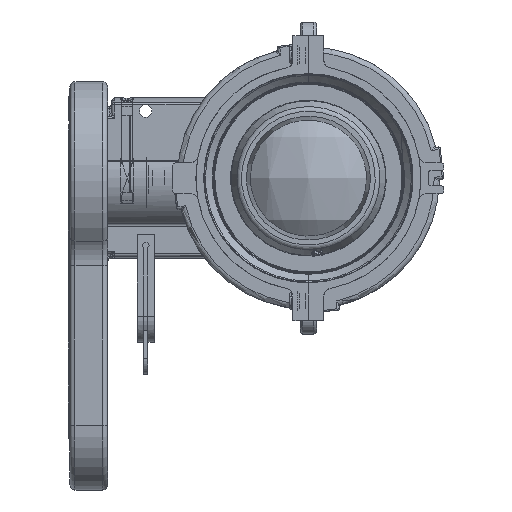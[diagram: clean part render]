
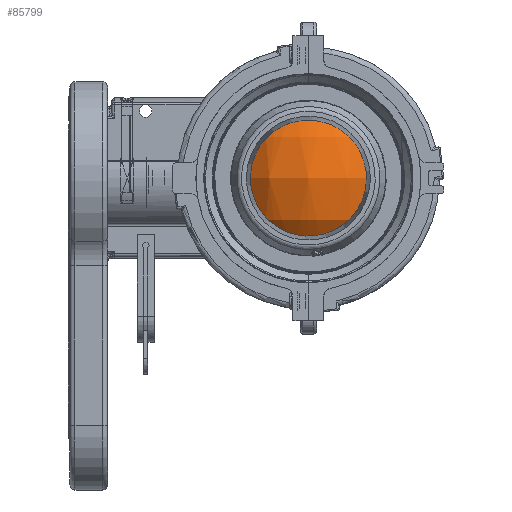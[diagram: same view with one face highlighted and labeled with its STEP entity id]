
A CAD part, left-side view. The second image highlights one B-rep face of the part: STEP entity #85799.
In plain terms, the highlighted free-form (B-spline) face has degree [2, 2] with [3, 9] control points.
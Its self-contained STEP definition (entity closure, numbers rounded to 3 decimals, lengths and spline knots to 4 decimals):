
#95=(
BOUNDED_SURFACE()
B_SPLINE_SURFACE(2,2,((#146885,#146886,#146887,#146888,#146889,#146890,
#146891,#146892,#146893),(#146894,#146895,#146896,#146897,#146898,#146899,
#146900,#146901,#146902),(#146903,#146904,#146905,#146906,#146907,#146908,
#146909,#146910,#146911)),.UNSPECIFIED.,.F.,.T.,.F.)
B_SPLINE_SURFACE_WITH_KNOTS((3,3),(3,2,2,2,3),(-3.9167,-2.3665),
(0.,1.5708,3.1416,4.7124,6.2832),
 .UNSPECIFIED.)
GEOMETRIC_REPRESENTATION_ITEM()
RATIONAL_B_SPLINE_SURFACE(((1.,0.707,1.,0.707,1.,
0.707,1.,0.707,1.),(0.714,0.505,
0.714,0.505,0.714,0.505,
0.714,0.505,0.714),(1.,0.707,
1.,0.707,1.,0.707,1.,0.707,1.)))
REPRESENTATION_ITEM('')
SURFACE()
);
#1557=ELLIPSE('',#91383,1.235,1.2326);
#3857=FACE_BOUND('',#16153,.T.);
#7563=CIRCLE('',#91380,0.8822);
#7566=CIRCLE('',#91384,0.8822);
#11294=FACE_OUTER_BOUND('',#16152,.T.);
#16152=EDGE_LOOP('',(#69402,#69403,#69404,#69405));
#16153=EDGE_LOOP('',(#69406,#69407,#69408,#69409));
#20283=B_SPLINE_CURVE_WITH_KNOTS('',3,(#146917,#146918,#146919,#146920,
#146921,#146922,#146923,#146924,#146925,#146926,#146927,#146928,#146929,
#146930,#146931,#146932,#146933,#146934),.UNSPECIFIED.,.F.,.F.,(4,2,2,2,
2,2,2,2,4),(0.0519,0.6203,1.0847,1.1236,
1.1626,1.2408,1.3978,1.7186,2.1159),
 .UNSPECIFIED.);
#20284=B_SPLINE_CURVE_WITH_KNOTS('',3,(#146936,#146937,#146938,#146939,
#146940,#146941,#146942,#146943),.UNSPECIFIED.,.F.,.F.,(4,2,2,4),(0.2078,
1.1653,2.2613,3.1496),.UNSPECIFIED.);
#20285=B_SPLINE_CURVE_WITH_KNOTS('',3,(#146945,#146946,#146947,#146948,
#146949,#146950,#146951,#146952,#146953,#146954,#146955,#146956,#146957,
#146958,#146959,#146960,#146961,#146962),.UNSPECIFIED.,.F.,.F.,(4,2,2,2,
2,2,2,2,4),(0.0519,0.6203,1.0847,1.1236,
1.1626,1.2408,1.3978,1.7186,2.1159),
 .UNSPECIFIED.);
#20286=B_SPLINE_CURVE_WITH_KNOTS('',3,(#146963,#146964,#146965,#146966,
#146967,#146968,#146969,#146970),.UNSPECIFIED.,.F.,.F.,(4,2,2,4),(0.2078,
1.1653,2.2613,3.1496),.UNSPECIFIED.);
#40461=VERTEX_POINT('',#146880);
#40463=VERTEX_POINT('',#146912);
#40464=VERTEX_POINT('',#146915);
#40465=VERTEX_POINT('',#146916);
#40466=VERTEX_POINT('',#146935);
#40467=VERTEX_POINT('',#146944);
#50880=EDGE_CURVE('',#40461,#40461,#7563,.T.);
#50883=EDGE_CURVE('',#40461,#40463,#1557,.T.);
#50884=EDGE_CURVE('',#40463,#40463,#7566,.T.);
#50885=EDGE_CURVE('',#40464,#40465,#20283,.T.);
#50886=EDGE_CURVE('',#40466,#40464,#20284,.T.);
#50887=EDGE_CURVE('',#40467,#40466,#20285,.T.);
#50888=EDGE_CURVE('',#40465,#40467,#20286,.T.);
#69402=ORIENTED_EDGE('',*,*,#50883,.T.);
#69403=ORIENTED_EDGE('',*,*,#50884,.T.);
#69404=ORIENTED_EDGE('',*,*,#50883,.F.);
#69405=ORIENTED_EDGE('',*,*,#50880,.F.);
#69406=ORIENTED_EDGE('',*,*,#50885,.F.);
#69407=ORIENTED_EDGE('',*,*,#50886,.F.);
#69408=ORIENTED_EDGE('',*,*,#50887,.F.);
#69409=ORIENTED_EDGE('',*,*,#50888,.F.);
#85799=ADVANCED_FACE('',(#11294,#3857),#95,.F.);
#91380=AXIS2_PLACEMENT_3D('',#146881,#103618,#103619);
#91383=AXIS2_PLACEMENT_3D('',#146913,#103624,#103625);
#91384=AXIS2_PLACEMENT_3D('',#146914,#103626,#103627);
#103618=DIRECTION('center_axis',(-1.,0.,0.));
#103619=DIRECTION('ref_axis',(0.,0.,1.));
#103624=DIRECTION('center_axis',(0.,-1.,0.));
#103625=DIRECTION('ref_axis',(0.,0.,1.));
#103626=DIRECTION('center_axis',(-1.,0.,0.));
#103627=DIRECTION('ref_axis',(0.,0.,1.));
#146880=CARTESIAN_POINT('',(-0.8626,0.,-0.8822));
#146881=CARTESIAN_POINT('Origin',(-0.8626,0.,0.));
#146885=CARTESIAN_POINT('Ctrl Pts',(0.8626,0.,-0.8822));
#146886=CARTESIAN_POINT('Ctrl Pts',(0.8626,-0.8822,
-0.8822));
#146887=CARTESIAN_POINT('Ctrl Pts',(0.8626,-0.8822,
0.));
#146888=CARTESIAN_POINT('Ctrl Pts',(0.8626,-0.8822,
0.8822));
#146889=CARTESIAN_POINT('Ctrl Pts',(0.8626,0.,0.8822));
#146890=CARTESIAN_POINT('Ctrl Pts',(0.8626,0.8822,
0.8822));
#146891=CARTESIAN_POINT('Ctrl Pts',(0.8626,0.8822,
0.));
#146892=CARTESIAN_POINT('Ctrl Pts',(0.8626,0.8822,
-0.8822));
#146893=CARTESIAN_POINT('Ctrl Pts',(0.8626,0.,-0.8822));
#146894=CARTESIAN_POINT('Ctrl Pts',(0.,0.,-1.7289));
#146895=CARTESIAN_POINT('Ctrl Pts',(0.,-1.7289,
-1.7289));
#146896=CARTESIAN_POINT('Ctrl Pts',(0.,-1.7289,
0.));
#146897=CARTESIAN_POINT('Ctrl Pts',(0.,-1.7289,
1.7289));
#146898=CARTESIAN_POINT('Ctrl Pts',(0.,0.,1.7289));
#146899=CARTESIAN_POINT('Ctrl Pts',(0.,1.7289,
1.7289));
#146900=CARTESIAN_POINT('Ctrl Pts',(0.,1.7289,
0.));
#146901=CARTESIAN_POINT('Ctrl Pts',(0.,1.7289,
-1.7289));
#146902=CARTESIAN_POINT('Ctrl Pts',(0.,0.,-1.7289));
#146903=CARTESIAN_POINT('Ctrl Pts',(-0.8626,0.,-0.8822));
#146904=CARTESIAN_POINT('Ctrl Pts',(-0.8626,-0.8822,
-0.8822));
#146905=CARTESIAN_POINT('Ctrl Pts',(-0.8626,-0.8822,
0.));
#146906=CARTESIAN_POINT('Ctrl Pts',(-0.8626,-0.8822,
0.8822));
#146907=CARTESIAN_POINT('Ctrl Pts',(-0.8626,0.,0.8822));
#146908=CARTESIAN_POINT('Ctrl Pts',(-0.8626,0.8822,
0.8822));
#146909=CARTESIAN_POINT('Ctrl Pts',(-0.8626,0.8822,
0.));
#146910=CARTESIAN_POINT('Ctrl Pts',(-0.8626,0.8822,
-0.8822));
#146911=CARTESIAN_POINT('Ctrl Pts',(-0.8626,0.,-0.8822));
#146912=CARTESIAN_POINT('',(0.8626,0.,-0.8822));
#146913=CARTESIAN_POINT('Origin',(0.,0.,0.));
#146914=CARTESIAN_POINT('Origin',(0.8626,0.,0.));
#146915=CARTESIAN_POINT('',(0.3813,1.0353,-0.5543));
#146916=CARTESIAN_POINT('',(-0.3813,1.0353,-0.5543));
#146917=CARTESIAN_POINT('Ctrl Pts',(0.3813,1.0353,
-0.5543));
#146918=CARTESIAN_POINT('Ctrl Pts',(0.3201,1.0353,
-0.5967));
#146919=CARTESIAN_POINT('Ctrl Pts',(0.2521,1.0353,
-0.6286));
#146920=CARTESIAN_POINT('Ctrl Pts',(0.1216,1.0353,
-0.665));
#146921=CARTESIAN_POINT('Ctrl Pts',(0.0609,1.0353,
-0.6733));
#146922=CARTESIAN_POINT('Ctrl Pts',(-0.0051,1.0353,
-0.6733));
#146923=CARTESIAN_POINT('Ctrl Pts',(-0.0102,1.0353,
-0.6733));
#146924=CARTESIAN_POINT('Ctrl Pts',(-0.0205,1.0353,
-0.6731));
#146925=CARTESIAN_POINT('Ctrl Pts',(-0.0256,1.0353,
-0.6729));
#146926=CARTESIAN_POINT('Ctrl Pts',(-0.0409,1.0353,
-0.6722));
#146927=CARTESIAN_POINT('Ctrl Pts',(-0.0512,1.0353,
-0.6715));
#146928=CARTESIAN_POINT('Ctrl Pts',(-0.0819,1.0353,
-0.6686));
#146929=CARTESIAN_POINT('Ctrl Pts',(-0.1023,1.0353,
-0.6658));
#146930=CARTESIAN_POINT('Ctrl Pts',(-0.164,1.0353,
-0.6543));
#146931=CARTESIAN_POINT('Ctrl Pts',(-0.2045,1.0353,
-0.6428));
#146932=CARTESIAN_POINT('Ctrl Pts',(-0.2923,1.0353,
-0.6085));
#146933=CARTESIAN_POINT('Ctrl Pts',(-0.3385,1.0353,
-0.584));
#146934=CARTESIAN_POINT('Ctrl Pts',(-0.3813,1.0353,
-0.5543));
#146935=CARTESIAN_POINT('',(0.3813,1.0353,0.5543));
#146936=CARTESIAN_POINT('Ctrl Pts',(0.3813,1.0353,
0.5543));
#146937=CARTESIAN_POINT('Ctrl Pts',(0.3813,1.0945,
0.4439));
#146938=CARTESIAN_POINT('Ctrl Pts',(0.3813,1.1357,
0.3245));
#146939=CARTESIAN_POINT('Ctrl Pts',(0.3813,1.1817,0.0589));
#146940=CARTESIAN_POINT('Ctrl Pts',(0.3813,1.18,
-0.0861));
#146941=CARTESIAN_POINT('Ctrl Pts',(0.3813,1.1297,
-0.3416));
#146942=CARTESIAN_POINT('Ctrl Pts',(0.3813,1.0902,
-0.4518));
#146943=CARTESIAN_POINT('Ctrl Pts',(0.3813,1.0353,
-0.5543));
#146944=CARTESIAN_POINT('',(-0.3813,1.0353,0.5543));
#146945=CARTESIAN_POINT('Ctrl Pts',(-0.3813,1.0353,
0.5543));
#146946=CARTESIAN_POINT('Ctrl Pts',(-0.3201,1.0353,
0.5967));
#146947=CARTESIAN_POINT('Ctrl Pts',(-0.2521,1.0353,
0.6286));
#146948=CARTESIAN_POINT('Ctrl Pts',(-0.1216,1.0353,
0.665));
#146949=CARTESIAN_POINT('Ctrl Pts',(-0.0609,1.0353,
0.6733));
#146950=CARTESIAN_POINT('Ctrl Pts',(0.0051,1.0353,
0.6733));
#146951=CARTESIAN_POINT('Ctrl Pts',(0.0102,1.0353,
0.6733));
#146952=CARTESIAN_POINT('Ctrl Pts',(0.0205,1.0353,
0.6731));
#146953=CARTESIAN_POINT('Ctrl Pts',(0.0256,1.0353,
0.6729));
#146954=CARTESIAN_POINT('Ctrl Pts',(0.0409,1.0353,
0.6722));
#146955=CARTESIAN_POINT('Ctrl Pts',(0.0512,1.0353,
0.6715));
#146956=CARTESIAN_POINT('Ctrl Pts',(0.0819,1.0353,
0.6686));
#146957=CARTESIAN_POINT('Ctrl Pts',(0.1023,1.0353,
0.6658));
#146958=CARTESIAN_POINT('Ctrl Pts',(0.164,1.0353,
0.6543));
#146959=CARTESIAN_POINT('Ctrl Pts',(0.2045,1.0353,
0.6428));
#146960=CARTESIAN_POINT('Ctrl Pts',(0.2923,1.0353,
0.6085));
#146961=CARTESIAN_POINT('Ctrl Pts',(0.3385,1.0353,
0.584));
#146962=CARTESIAN_POINT('Ctrl Pts',(0.3813,1.0353,
0.5543));
#146963=CARTESIAN_POINT('Ctrl Pts',(-0.3813,1.0353,
-0.5543));
#146964=CARTESIAN_POINT('Ctrl Pts',(-0.3813,1.0945,
-0.4439));
#146965=CARTESIAN_POINT('Ctrl Pts',(-0.3813,1.1357,
-0.3245));
#146966=CARTESIAN_POINT('Ctrl Pts',(-0.3813,1.1817,
-0.0589));
#146967=CARTESIAN_POINT('Ctrl Pts',(-0.3813,1.18,
0.0861));
#146968=CARTESIAN_POINT('Ctrl Pts',(-0.3813,1.1297,
0.3416));
#146969=CARTESIAN_POINT('Ctrl Pts',(-0.3813,1.0902,
0.4518));
#146970=CARTESIAN_POINT('Ctrl Pts',(-0.3813,1.0353,
0.5543));
